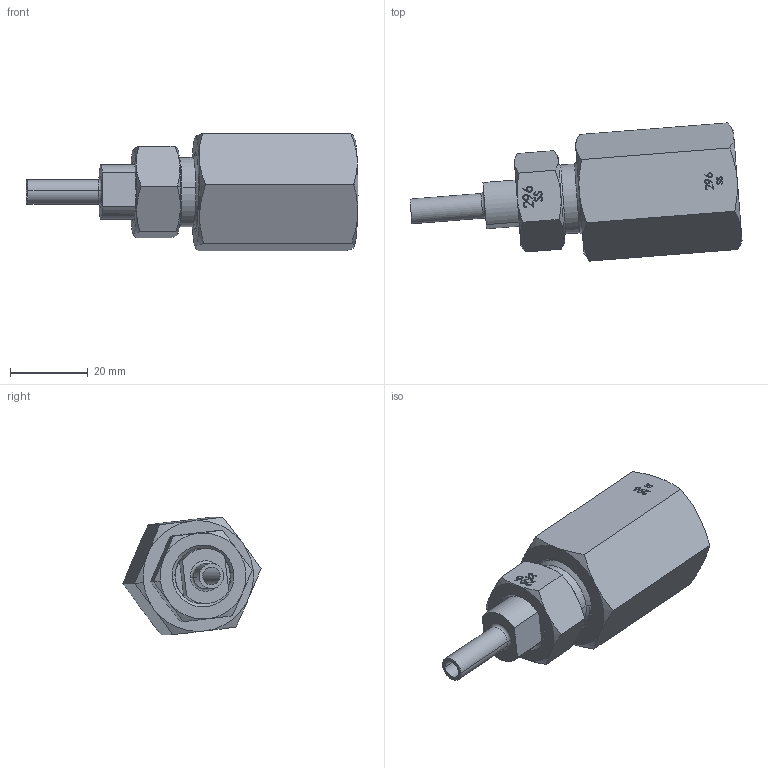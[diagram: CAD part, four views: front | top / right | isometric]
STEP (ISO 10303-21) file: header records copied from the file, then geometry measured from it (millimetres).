
FILE_DESCRIPTION (( 'STEP AP203' ), '1' );
FILE_NAME ('PT-296SS-4TS-P.STEP', '2025-10-07T12:19:09', ( '' ), ( '' ), 'SwSTEP 2.0', 'SolidWorks 2018', '' );
FILE_SCHEMA (( 'CONFIG_CONTROL_DESIGN' ));
Length unit declared in the file: inch
Products named in the file (5): PT-296SS-4TS-P; PRT-000304; PRT-000957; ASY-000369; PRT-001499
Assembly tree (4 placements, depth 3):
  PT-296SS-4TS-P
    ASY-000369
      PRT-001499
      PRT-000957
    PRT-000304
Bounding box: 85.67 x 35.67 x 30.32 mm (x, y, z)
Volume: 34731.3 mm3; surface area: 15252.2 mm2
Topology: 3 solids, 3 shells, 290 faces, 743 edges, 476 vertices
Faces by surface type: bspline 114, plane 72, cone 49, cylinder 45, torus 10
Entity records: 23755 total; most frequent: CARTESIAN_POINT 17143, ORIENTED_EDGE 1482, DIRECTION 866, EDGE_CURVE 741, VERTEX_POINT 476, B_SPLINE_CURVE_WITH_KNOTS 346, EDGE_LOOP 313, VECTOR 292
